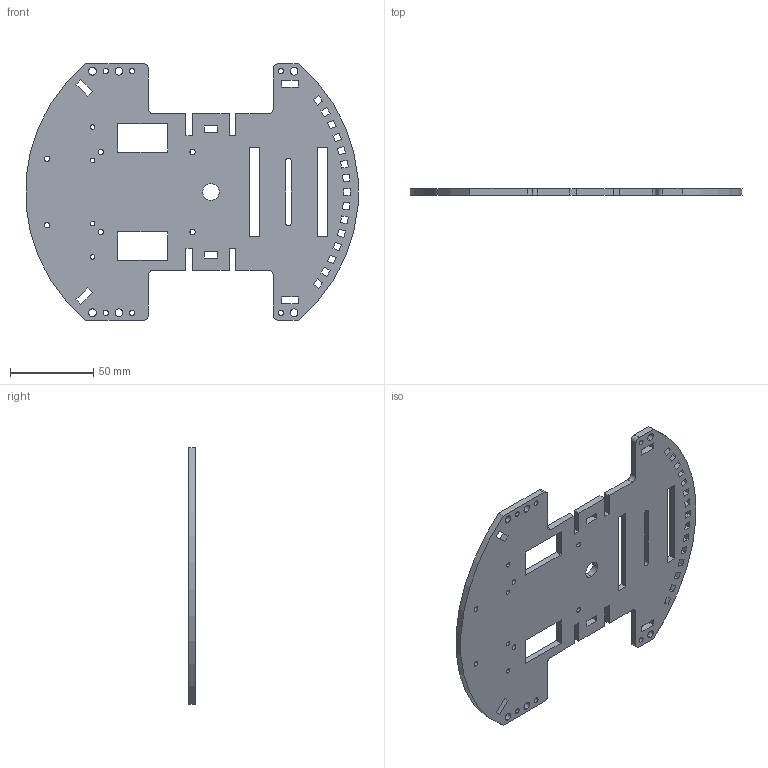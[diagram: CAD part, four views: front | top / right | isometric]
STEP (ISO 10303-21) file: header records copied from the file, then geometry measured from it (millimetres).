
FILE_DESCRIPTION (( 'STEP AP214' ), '1' );
FILE_NAME ('LAYER 1.STEP', '2023-06-01T11:15:13', ( '' ), ( '' ), 'SwSTEP 2.0', 'SolidWorks 2022', '' );
FILE_SCHEMA (( 'AUTOMOTIVE_DESIGN' ));
Length unit declared in the file: millimetre
Products named in the file (1): LAYER 1
Bounding box: 199.36 x 4 x 154 mm (x, y, z)
Volume: 80453.1 mm3; surface area: 48320.3 mm2
Topology: 1 solids, 1 shells, 323 faces, 921 edges, 614 vertices
Faces by surface type: plane 216, cylinder 59, bspline 48
Entity records: 14641 total; most frequent: CARTESIAN_POINT 4763, ORIENTED_EDGE 1842, DIRECTION 1495, EDGE_CURVE 921, VECTOR 707, LINE 707, VERTEX_POINT 614, EDGE_LOOP 435
